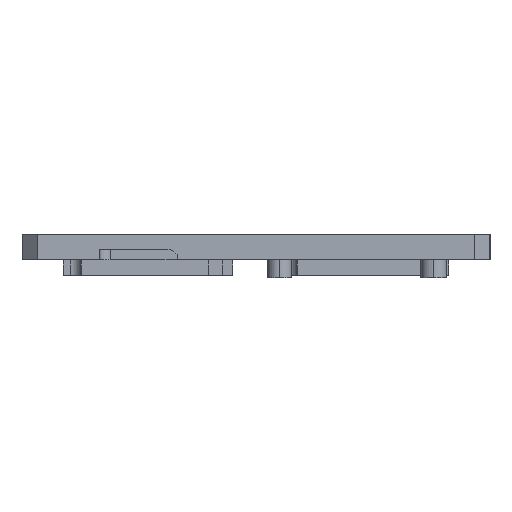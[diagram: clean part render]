
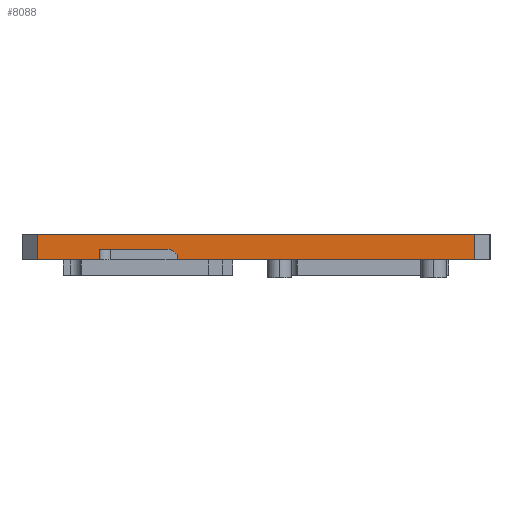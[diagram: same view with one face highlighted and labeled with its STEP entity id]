
A CAD part, left-side view. The second image highlights one B-rep face of the part: STEP entity #8088.
In plain terms, the highlighted planar face has unit normal (-1, 0, 0).
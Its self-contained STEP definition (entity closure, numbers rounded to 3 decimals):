
#66 = LINE ( 'NONE', #7141, #5186 ) ;
#465 = DIRECTION ( 'NONE',  ( 0., -1., 0. ) ) ;
#1165 = EDGE_CURVE ( 'NONE', #16445, #13350, #19381, .T. ) ;
#1347 = CARTESIAN_POINT ( 'NONE',  ( -57.353, 36.893, 260.866 ) ) ;
#1619 = VECTOR ( 'NONE', #3559, 1000. ) ;
#2768 = DIRECTION ( 'NONE',  ( -1., 0., 0. ) ) ;
#3027 = DIRECTION ( 'NONE',  ( 0., -1., 0. ) ) ;
#3439 = VECTOR ( 'NONE', #10792, 1000. ) ;
#3556 = EDGE_CURVE ( 'NONE', #10247, #9266, #15437, .T. ) ;
#3559 = DIRECTION ( 'NONE',  ( 0., 0., 1. ) ) ;
#3769 = LINE ( 'NONE', #19692, #10424 ) ;
#4574 = CARTESIAN_POINT ( 'NONE',  ( -57.353, 67.063, 259.859 ) ) ;
#4709 = VERTEX_POINT ( 'NONE', #6752 ) ;
#5186 = VECTOR ( 'NONE', #465, 1000. ) ;
#5252 = ORIENTED_EDGE ( 'NONE', *, *, #20125, .T. ) ;
#5491 = EDGE_CURVE ( 'NONE', #19924, #5599, #15526, .T. ) ;
#5599 = VERTEX_POINT ( 'NONE', #10880 ) ;
#6047 = VERTEX_POINT ( 'NONE', #15986 ) ;
#6098 = ORIENTED_EDGE ( 'NONE', *, *, #9617, .T. ) ;
#6615 = CARTESIAN_POINT ( 'NONE',  ( -57.353, 39.112, 259.159 ) ) ;
#6646 = ORIENTED_EDGE ( 'NONE', *, *, #1165, .T. ) ;
#6752 = CARTESIAN_POINT ( 'NONE',  ( -57.353, 39.112, 261.959 ) ) ;
#7141 = CARTESIAN_POINT ( 'NONE',  ( -57.353, 36.893, 259.859 ) ) ;
#7406 = CARTESIAN_POINT ( 'NONE',  ( -57.353, -20.937, 264.859 ) ) ;
#7486 = EDGE_CURVE ( 'NONE', #13350, #4709, #17618, .T. ) ;
#8088 = ADVANCED_FACE ( 'NONE', ( #13969 ), #20230, .T. ) ;
#8309 = ORIENTED_EDGE ( 'NONE', *, *, #3556, .T. ) ;
#8688 = ORIENTED_EDGE ( 'NONE', *, *, #9529, .T. ) ;
#8941 = DIRECTION ( 'NONE',  ( 0., 0., 1. ) ) ;
#9020 = VECTOR ( 'NONE', #8941, 1000. ) ;
#9037 = CARTESIAN_POINT ( 'NONE',  ( -57.353, 64.063, 264.859 ) ) ;
#9266 = VERTEX_POINT ( 'NONE', #17776 ) ;
#9295 = ORIENTED_EDGE ( 'NONE', *, *, #19472, .T. ) ;
#9494 = AXIS2_PLACEMENT_3D ( 'NONE', #6615, #12968, #14530 ) ;
#9529 = EDGE_CURVE ( 'NONE', #9266, #19924, #66, .T. ) ;
#9617 = EDGE_CURVE ( 'NONE', #17423, #6047, #3769, .T. ) ;
#10171 = CARTESIAN_POINT ( 'NONE',  ( -57.353, 36.893, 260.866 ) ) ;
#10247 = VERTEX_POINT ( 'NONE', #10171 ) ;
#10424 = VECTOR ( 'NONE', #16405, 1000. ) ;
#10792 = DIRECTION ( 'NONE',  ( 0., 0., -1. ) ) ;
#10880 = CARTESIAN_POINT ( 'NONE',  ( -57.353, -20.937, 264.859 ) ) ;
#11118 = DIRECTION ( 'NONE',  ( 0., -1., 0. ) ) ;
#12099 = CARTESIAN_POINT ( 'NONE',  ( -57.353, 39.112, 259.159 ) ) ;
#12547 = CARTESIAN_POINT ( 'NONE',  ( -57.353, 51.912, 259.859 ) ) ;
#12968 = DIRECTION ( 'NONE',  ( 1., 0., 0. ) ) ;
#13350 = VERTEX_POINT ( 'NONE', #19309 ) ;
#13667 = VECTOR ( 'NONE', #11118, 1000. ) ;
#13807 = EDGE_CURVE ( 'NONE', #4709, #10247, #17054, .T. ) ;
#13969 = FACE_OUTER_BOUND ( 'NONE', #19525, .T. ) ;
#14224 = CARTESIAN_POINT ( 'NONE',  ( -57.353, 51.912, 261.959 ) ) ;
#14530 = DIRECTION ( 'NONE',  ( 0., 0., 1. ) ) ;
#14749 = CARTESIAN_POINT ( 'NONE',  ( -57.353, -20.937, 259.859 ) ) ;
#15437 = LINE ( 'NONE', #1347, #3439 ) ;
#15526 = LINE ( 'NONE', #7406, #9020 ) ;
#15652 = ORIENTED_EDGE ( 'NONE', *, *, #7486, .T. ) ;
#15816 = DIRECTION ( 'NONE',  ( 0., 1., 0. ) ) ;
#15867 = LINE ( 'NONE', #4574, #19152 ) ;
#15986 = CARTESIAN_POINT ( 'NONE',  ( -57.353, 64.063, 259.859 ) ) ;
#16168 = VECTOR ( 'NONE', #15816, 1000. ) ;
#16405 = DIRECTION ( 'NONE',  ( 0., 0., -1. ) ) ;
#16445 = VERTEX_POINT ( 'NONE', #12547 ) ;
#16977 = AXIS2_PLACEMENT_3D ( 'NONE', #12099, #2768, #19831 ) ;
#17054 = CIRCLE ( 'NONE', #9494, 2.8 ) ;
#17423 = VERTEX_POINT ( 'NONE', #9037 ) ;
#17618 = LINE ( 'NONE', #14224, #13667 ) ;
#17714 = ORIENTED_EDGE ( 'NONE', *, *, #13807, .T. ) ;
#17776 = CARTESIAN_POINT ( 'NONE',  ( -57.353, 36.893, 259.859 ) ) ;
#17841 = CARTESIAN_POINT ( 'NONE',  ( -57.353, 51.912, 259.859 ) ) ;
#18424 = ORIENTED_EDGE ( 'NONE', *, *, #5491, .T. ) ;
#18802 = LINE ( 'NONE', #20334, #16168 ) ;
#19152 = VECTOR ( 'NONE', #3027, 1000. ) ;
#19309 = CARTESIAN_POINT ( 'NONE',  ( -57.353, 51.912, 261.959 ) ) ;
#19381 = LINE ( 'NONE', #17841, #1619 ) ;
#19472 = EDGE_CURVE ( 'NONE', #5599, #17423, #18802, .T. ) ;
#19525 = EDGE_LOOP ( 'NONE', ( #8688, #18424, #9295, #6098, #5252, #6646, #15652, #17714, #8309 ) ) ;
#19692 = CARTESIAN_POINT ( 'NONE',  ( -57.353, 64.063, 259.859 ) ) ;
#19831 = DIRECTION ( 'NONE',  ( 0., 0., 1. ) ) ;
#19924 = VERTEX_POINT ( 'NONE', #14749 ) ;
#20125 = EDGE_CURVE ( 'NONE', #6047, #16445, #15867, .T. ) ;
#20230 = PLANE ( 'NONE',  #16977 ) ;
#20334 = CARTESIAN_POINT ( 'NONE',  ( -57.353, -23.937, 264.859 ) ) ;
